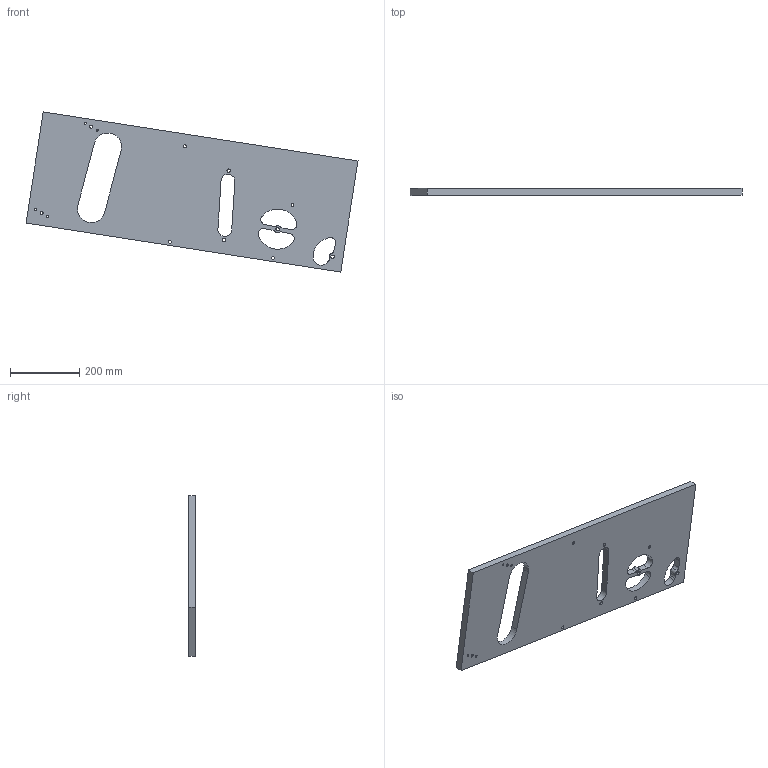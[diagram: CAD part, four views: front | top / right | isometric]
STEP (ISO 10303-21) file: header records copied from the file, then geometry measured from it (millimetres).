
FILE_DESCRIPTION(('CATIA V5 STEP Exchange'),'2;1');
FILE_NAME('9150132_Gabarit_de_soudure_evo_2.stp','2017-08-17T08:44:41+00:00',('none'),('none'),'Version 5-6 Release 2012','CATIA V5 STEP AP203','none');
FILE_SCHEMA(('CONFIG_CONTROL_DESIGN'));
Length unit declared in the file: millimetre
Products named in the file (1): 9150132_Gabarit_de_soudure_evo_2
Bounding box: 959.04 x 20 x 462.65 mm (x, y, z)
Volume: 5186387.7 mm3; surface area: 611300.2 mm2
Topology: 1 solids, 1 shells, 66 faces, 192 edges, 128 vertices
Faces by surface type: cylinder 51, plane 15
Entity records: 2174 total; most frequent: ORIENTED_EDGE 384, CARTESIAN_POINT 371, DIRECTION 292, EDGE_CURVE 192, AXIS2_PLACEMENT_3D 153, VERTEX_POINT 128, EDGE_LOOP 104, CIRCLE 102
